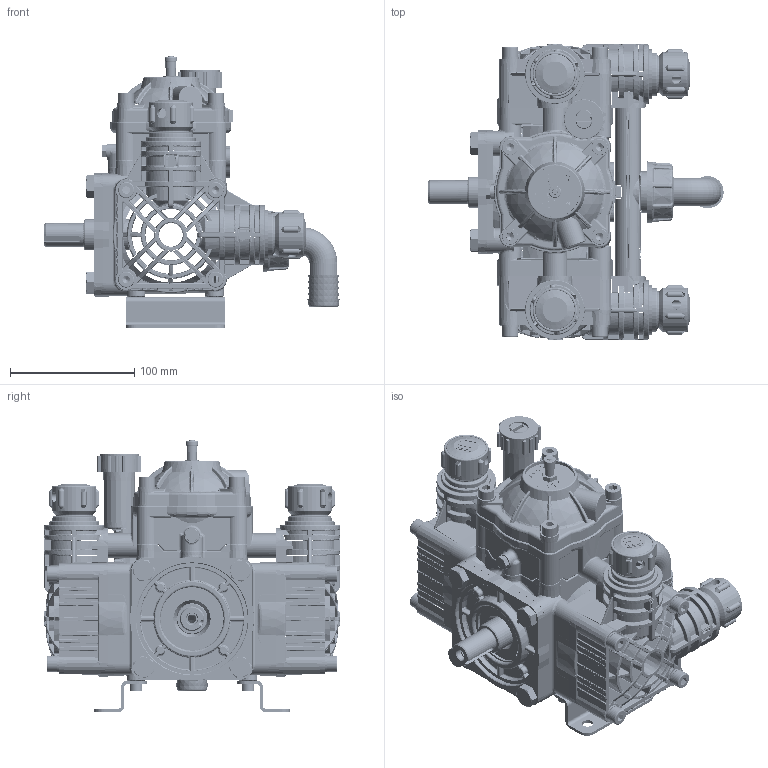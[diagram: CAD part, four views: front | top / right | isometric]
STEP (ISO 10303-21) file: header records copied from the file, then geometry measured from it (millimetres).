
FILE_DESCRIPTION (( 'STEP AP203' ), '1' );
FILE_NAME ('Poly 2025 VA H.P. piedino spec..STEP', '2020-05-26T15:38:17', ( 'dell5' ), ( 'Microsoft' ), 'SwSTEP 2.0', 'SolidWorks 2017', '' );
FILE_SCHEMA (( 'CONFIG_CONTROL_DESIGN' ));
Products named in the file (1): Poly 2025 VA H.P. piedino spec.
Bounding box: 238 x 238.4 x 219.02 mm (x, y, z)
Surface area: 354116.3 mm2 (no closed solid volume)
Topology: 0 solids, 139 shells, 4757 faces, 17027 edges, 11416 vertices
Faces by surface type: bspline 1397, plane 1335, cylinder 1229, torus 379, cone 322, sphere 95
Full cylindrical faces by diameter (mm): 2.5 x2, 4.917 x2, 6.909 x1, 7.6 x1, 8 x8, 8.8 x1, 9 x5, 10 x6, 13 x12, 13.5 x1, 13.77 x8, 15 x4, 16 x2, 18 x2, 19.004 x1, 20 x2, 20.5 x3, 20.6 x1, 21 x2, 22.5 x2, 25 x1, 26.8 x1, 28 x1, 32 x5, 33.249 x1, 35 x4, 36 x4, 40 x4, 48 x4, 51 x1
Entity records: 251616 total; most frequent: CARTESIAN_POINT 132205, ORIENTED_EDGE 25468, DIRECTION 19723, EDGE_CURVE 16467, VERTEX_POINT 11337, AXIS2_PLACEMENT_3D 7443, B_SPLINE_CURVE_WITH_KNOTS 6156, EDGE_LOOP 5291
